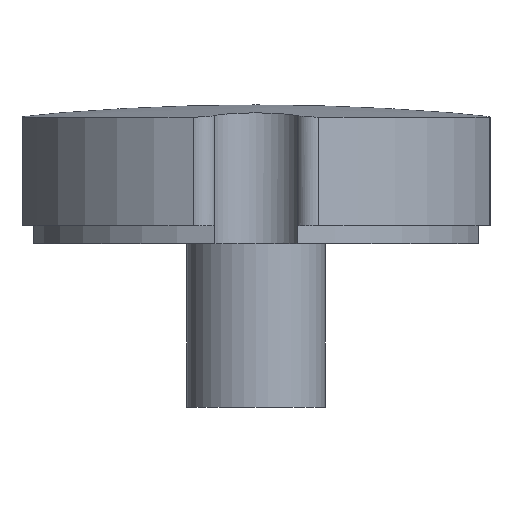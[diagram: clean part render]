
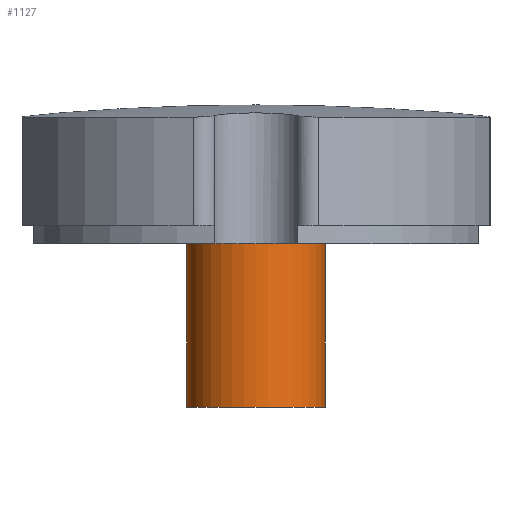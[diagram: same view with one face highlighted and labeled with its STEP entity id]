
A CAD part, front view. The second image highlights one B-rep face of the part: STEP entity #1127.
In plain terms, the highlighted cylindrical face has radius 11.5 mm (diameter 23 mm), a partial arc.
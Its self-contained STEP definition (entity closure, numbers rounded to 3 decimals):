
#5 = DIRECTION ( 'NONE',  ( -1., 0., 0. ) ) ;
#6 = FACE_OUTER_BOUND ( 'NONE', #534, .T. ) ;
#105 = CARTESIAN_POINT ( 'NONE',  ( 11.5, 0., -358.843 ) ) ;
#117 = DIRECTION ( 'NONE',  ( 0., 0., -1. ) ) ;
#143 = CIRCLE ( 'NONE', #857, 11.5 ) ;
#170 = VERTEX_POINT ( 'NONE', #757 ) ;
#173 = CARTESIAN_POINT ( 'NONE',  ( -11.5, 0., -23.005 ) ) ;
#215 = DIRECTION ( 'NONE',  ( -1., 0., 0. ) ) ;
#287 = VERTEX_POINT ( 'NONE', #173 ) ;
#349 = ORIENTED_EDGE ( 'NONE', *, *, #937, .F. ) ;
#363 = AXIS2_PLACEMENT_3D ( 'NONE', #997, #117, #5 ) ;
#447 = DIRECTION ( 'NONE',  ( 0., 0., -1. ) ) ;
#534 = EDGE_LOOP ( 'NONE', ( #1276, #567, #952, #349 ) ) ;
#553 = DIRECTION ( 'NONE',  ( 0., 0., -1. ) ) ;
#567 = ORIENTED_EDGE ( 'NONE', *, *, #618, .T. ) ;
#618 = EDGE_CURVE ( 'NONE', #759, #287, #985, .T. ) ;
#667 = DIRECTION ( 'NONE',  ( 0., 0., -1. ) ) ;
#682 = EDGE_CURVE ( 'NONE', #287, #170, #1263, .T. ) ;
#696 = VECTOR ( 'NONE', #553, 1000. ) ;
#736 = CARTESIAN_POINT ( 'NONE',  ( -11.5, 0., -358.843 ) ) ;
#750 = AXIS2_PLACEMENT_3D ( 'NONE', #1013, #667, #215 ) ;
#757 = CARTESIAN_POINT ( 'NONE',  ( -11.5, 0., -50.005 ) ) ;
#759 = VERTEX_POINT ( 'NONE', #1164 ) ;
#761 = CARTESIAN_POINT ( 'NONE',  ( 11.5, 0., -50.005 ) ) ;
#784 = DIRECTION ( 'NONE',  ( -1., 0., 0. ) ) ;
#857 = AXIS2_PLACEMENT_3D ( 'NONE', #1360, #447, #784 ) ;
#899 = VECTOR ( 'NONE', #1062, 1000. ) ;
#902 = CYLINDRICAL_SURFACE ( 'NONE', #750, 11.5 ) ;
#903 = VERTEX_POINT ( 'NONE', #761 ) ;
#937 = EDGE_CURVE ( 'NONE', #903, #170, #143, .T. ) ;
#952 = ORIENTED_EDGE ( 'NONE', *, *, #682, .T. ) ;
#985 = CIRCLE ( 'NONE', #363, 11.5 ) ;
#997 = CARTESIAN_POINT ( 'NONE',  ( 0., 0., -23.005 ) ) ;
#1013 = CARTESIAN_POINT ( 'NONE',  ( 0., 0., -358.843 ) ) ;
#1062 = DIRECTION ( 'NONE',  ( 0., 0., -1. ) ) ;
#1127 = ADVANCED_FACE ( 'NONE', ( #6 ), #902, .T. ) ;
#1139 = EDGE_CURVE ( 'NONE', #759, #903, #1332, .T. ) ;
#1164 = CARTESIAN_POINT ( 'NONE',  ( 11.5, 0., -23.005 ) ) ;
#1263 = LINE ( 'NONE', #736, #899 ) ;
#1276 = ORIENTED_EDGE ( 'NONE', *, *, #1139, .F. ) ;
#1332 = LINE ( 'NONE', #105, #696 ) ;
#1360 = CARTESIAN_POINT ( 'NONE',  ( 0., 0., -50.005 ) ) ;
